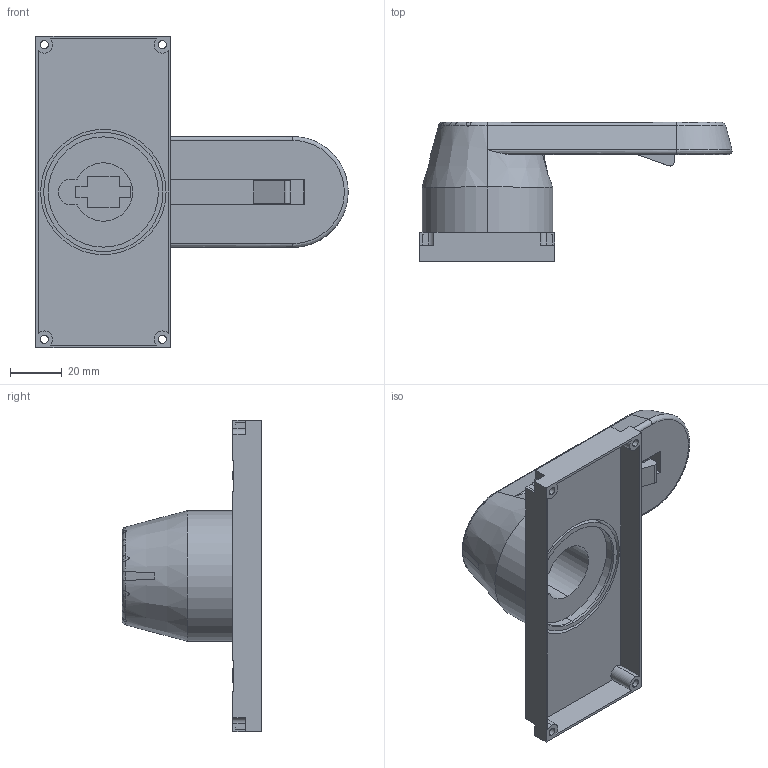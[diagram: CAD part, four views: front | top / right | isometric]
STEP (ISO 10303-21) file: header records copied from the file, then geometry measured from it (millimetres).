
FILE_DESCRIPTION (( 'STEP AP203' ), '1' );
FILE_NAME ('Ðóêîÿòêà äëÿ ïðÿìîé óñòàíîâêè íà ðóáèëüíèêè TwinBlock 315-400A (tb-315-400-fh).STEP', '2018-09-04T05:49:20', ( '' ), ( '' ), 'SwSTEP 2.0', 'SolidWorks 2017', '' );
FILE_SCHEMA (( 'CONFIG_CONTROL_DESIGN' ));
Length unit declared in the file: millimetre
Products named in the file (1): Ðóêîÿòêà äëÿ ïðÿìîé óñòàíîâêè íà ðóáèëüíèêè TwinBlock 315-400A (tb-315-400-fh)
Bounding box: 120.36 x 53.7 x 120 mm (x, y, z)
Volume: 97707 mm3; surface area: 50157.9 mm2
Topology: 2 solids, 2 shells, 342 faces, 921 edges, 612 vertices
Faces by surface type: plane 211, bspline 69, cylinder 50, torus 10, cone 2
Entity records: 14515 total; most frequent: CARTESIAN_POINT 6219, ORIENTED_EDGE 1842, DIRECTION 1444, EDGE_CURVE 921, VECTOR 624, LINE 624, VERTEX_POINT 612, AXIS2_PLACEMENT_3D 410
